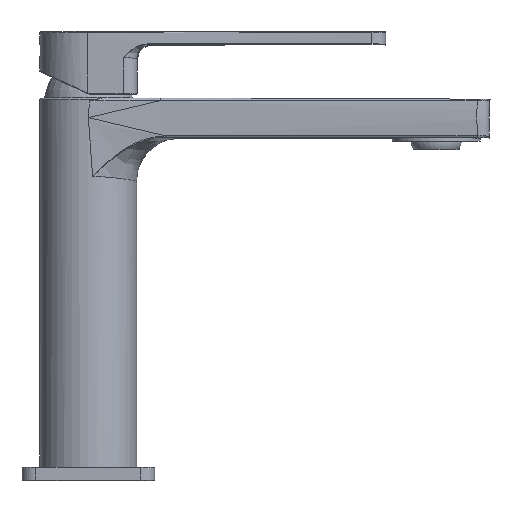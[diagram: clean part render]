
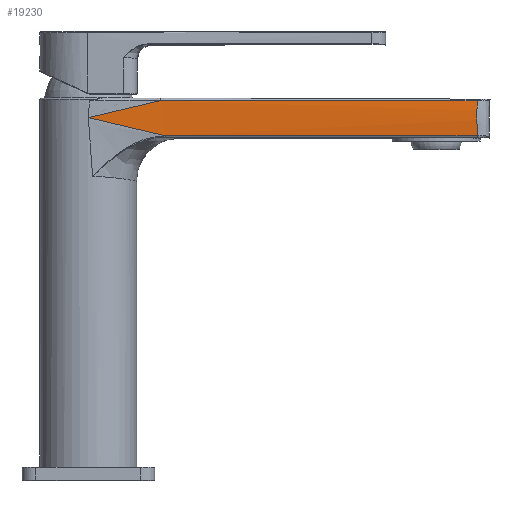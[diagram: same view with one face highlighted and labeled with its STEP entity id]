
A CAD part, front view. The second image highlights one B-rep face of the part: STEP entity #19230.
In plain terms, the highlighted cylindrical face has radius 56 mm (diameter 112 mm), a partial arc.
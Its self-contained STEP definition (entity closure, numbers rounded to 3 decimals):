
#883=B_SPLINE_CURVE_WITH_KNOTS('',3,(#34472,#34473,#34474,#34475),
 .UNSPECIFIED.,.F.,.F.,(4,4),(0.,0.027),
 .UNSPECIFIED.);
#888=B_SPLINE_CURVE_WITH_KNOTS('',3,(#34515,#34516,#34517,#34518),
 .UNSPECIFIED.,.F.,.F.,(4,4),(0.,0.029),
 .UNSPECIFIED.);
#889=B_SPLINE_CURVE_WITH_KNOTS('',3,(#34520,#34521,#34522,#34523),
 .UNSPECIFIED.,.F.,.F.,(4,4),(0.,0.),.UNSPECIFIED.);
#890=B_SPLINE_CURVE_WITH_KNOTS('',3,(#34527,#34528,#34529,#34530),
 .UNSPECIFIED.,.F.,.F.,(4,4),(0.,1.),.UNSPECIFIED.);
#1533=LINE('',#34372,#2101);
#1534=LINE('',#34525,#2102);
#2101=VECTOR('',#23744,1000.);
#2102=VECTOR('',#23747,1000.);
#5837=ORIENTED_EDGE('',*,*,#8176,.T.);
#5838=ORIENTED_EDGE('',*,*,#8177,.T.);
#5839=ORIENTED_EDGE('',*,*,#8178,.T.);
#5840=ORIENTED_EDGE('',*,*,#8163,.T.);
#5841=ORIENTED_EDGE('',*,*,#8170,.T.);
#5842=ORIENTED_EDGE('',*,*,#8175,.T.);
#8163=EDGE_CURVE('',#9514,#9515,#1533,.F.);
#8170=EDGE_CURVE('',#9515,#9520,#883,.F.);
#8175=EDGE_CURVE('',#9520,#9523,#888,.T.);
#8176=EDGE_CURVE('',#9523,#9524,#889,.T.);
#8177=EDGE_CURVE('',#9524,#9525,#1534,.F.);
#8178=EDGE_CURVE('',#9525,#9514,#890,.T.);
#9514=VERTEX_POINT('',#34363);
#9515=VERTEX_POINT('',#34371);
#9520=VERTEX_POINT('',#34476);
#9523=VERTEX_POINT('',#34514);
#9524=VERTEX_POINT('',#34524);
#9525=VERTEX_POINT('',#34526);
#11216=EDGE_LOOP('',(#5837,#5838,#5839,#5840,#5841,#5842));
#12257=FACE_BOUND('',#11216,.T.);
#12642=CYLINDRICAL_SURFACE('',#20610,56.);
#19230=ADVANCED_FACE('',(#12257),#12642,.T.);
#20610=AXIS2_PLACEMENT_3D('',#34519,#23745,#23746);
#23744=DIRECTION('',(1.,0.,0.));
#23745=DIRECTION('',(-1.,0.,0.));
#23746=DIRECTION('',(0.,0.,1.));
#23747=DIRECTION('',(-1.,0.,0.));
#34363=CARTESIAN_POINT('',(140.748,-17.158,118.682));
#34371=CARTESIAN_POINT('',(26.096,-17.158,118.682));
#34372=CARTESIAN_POINT('',(-62.89,-17.158,118.682));
#34472=CARTESIAN_POINT('',(0.,-17.5,112.5));
#34473=CARTESIAN_POINT('',(8.7,-17.5,114.56));
#34474=CARTESIAN_POINT('',(17.401,-17.387,116.621));
#34475=CARTESIAN_POINT('',(26.096,-17.158,118.682));
#34476=CARTESIAN_POINT('',(0.,-17.5,112.5));
#34514=CARTESIAN_POINT('',(27.891,-17.109,105.893));
#34515=CARTESIAN_POINT('',(0.,-17.5,112.5));
#34516=CARTESIAN_POINT('',(9.298,-17.5,110.298));
#34517=CARTESIAN_POINT('',(18.598,-17.371,108.096));
#34518=CARTESIAN_POINT('',(27.891,-17.109,105.893));
#34519=CARTESIAN_POINT('',(-62.89,38.5,112.5));
#34520=CARTESIAN_POINT('',(27.891,-17.109,105.893));
#34521=CARTESIAN_POINT('',(27.924,-17.109,105.893));
#34522=CARTESIAN_POINT('',(27.956,-17.109,105.893));
#34523=CARTESIAN_POINT('',(27.989,-17.109,105.893));
#34524=CARTESIAN_POINT('',(27.989,-17.109,105.893));
#34525=CARTESIAN_POINT('',(27.989,-17.109,105.893));
#34526=CARTESIAN_POINT('',(140.75,-17.109,105.893));
#34527=CARTESIAN_POINT('',(140.75,-17.109,105.893));
#34528=CARTESIAN_POINT('',(140.731,-17.614,110.144));
#34529=CARTESIAN_POINT('',(140.731,-17.628,114.444));
#34530=CARTESIAN_POINT('',(140.748,-17.158,118.682));
